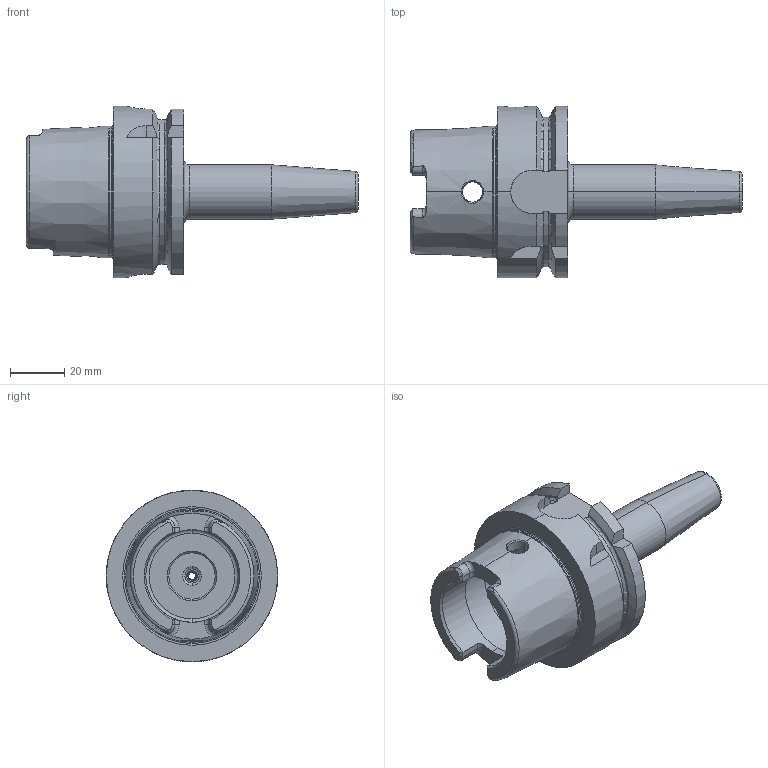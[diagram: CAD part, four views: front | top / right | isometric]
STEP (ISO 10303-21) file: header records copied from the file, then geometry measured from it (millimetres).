
FILE_DESCRIPTION (( 'STEP AP214' ), '1' );
FILE_NAME ('72-575-500-010_0.step', '2016-12-21T09:45:31', ( 'user' ), ( '' ), 'SwSTEP 2.0', 'SolidWorks 2016', '' );
FILE_SCHEMA (( 'AUTOMOTIVE_DESIGN' ));
Length unit declared in the file: millimetre
Products named in the file (3): GS-WN-06-16_1; 72-575-500-010_0
Assembly tree (2 placements, depth 2):
  72-575-500-010_0
    72-575-500-010_0
    GS-WN-06-16_1
Bounding box: 122 x 63 x 63 mm (x, y, z)
Volume: 97815.3 mm3; surface area: 27707.7 mm2
Topology: 2 solids, 2 shells, 208 faces, 525 edges, 322 vertices
Faces by surface type: plane 62, cylinder 60, cone 48, torus 34, bspline 4
Entity records: 7530 total; most frequent: CARTESIAN_POINT 2455, ORIENTED_EDGE 1046, DIRECTION 1032, EDGE_CURVE 523, AXIS2_PLACEMENT_3D 421, VERTEX_POINT 322, EDGE_LOOP 219, CIRCLE 212
